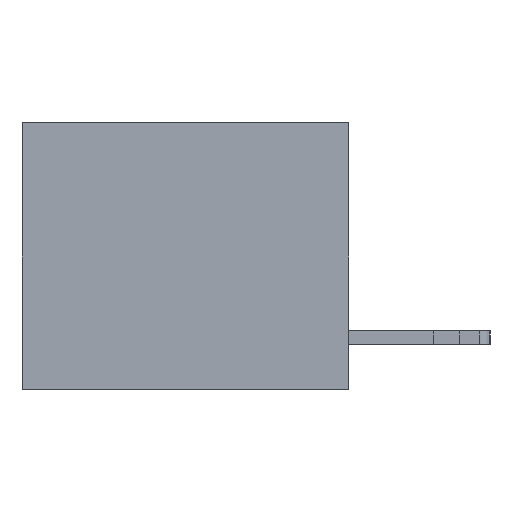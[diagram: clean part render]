
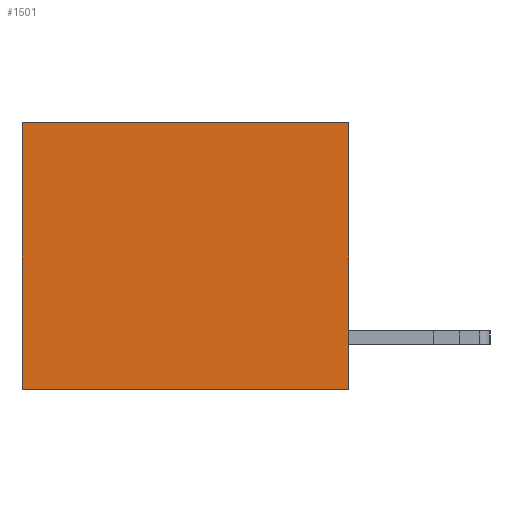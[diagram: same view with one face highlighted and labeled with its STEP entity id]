
A CAD part, left-side view. The second image highlights one B-rep face of the part: STEP entity #1501.
In plain terms, the highlighted planar face has unit normal (-1, 0, 0).
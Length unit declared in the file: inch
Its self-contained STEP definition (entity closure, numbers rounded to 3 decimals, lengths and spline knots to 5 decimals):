
#580 = EDGE_LOOP ( 'NONE', ( #14657, #10294, #6803, #11315 ) ) ;
#1013 = CARTESIAN_POINT ( 'NONE',  ( 0.3165, 0.6, 0. ) ) ;
#1497 = CARTESIAN_POINT ( 'NONE',  ( 0.3165, 0., -0.49 ) ) ;
#1501 = ADVANCED_FACE ( 'NONE', ( #5500 ), #2910, .F. ) ;
#1684 = VECTOR ( 'NONE', #7730, 39.37008 ) ;
#2910 = PLANE ( 'NONE',  #11254 ) ;
#3438 = EDGE_CURVE ( 'NONE', #15673, #15357, #15373, .T. ) ;
#4473 = CARTESIAN_POINT ( 'NONE',  ( 0.3165, 0., -0.49 ) ) ;
#5148 = DIRECTION ( 'NONE',  ( 0., 1., 0. ) ) ;
#5265 = CARTESIAN_POINT ( 'NONE',  ( 0.3165, 0., 0. ) ) ;
#5461 = DIRECTION ( 'NONE',  ( 0., 0., -1. ) ) ;
#5500 = FACE_OUTER_BOUND ( 'NONE', #580, .T. ) ;
#6466 = EDGE_CURVE ( 'NONE', #15673, #11288, #13618, .T. ) ;
#6803 = ORIENTED_EDGE ( 'NONE', *, *, #6466, .F. ) ;
#7008 = DIRECTION ( 'NONE',  ( 0., 0., -1. ) ) ;
#7435 = CARTESIAN_POINT ( 'NONE',  ( 0.3165, 0., 0. ) ) ;
#7730 = DIRECTION ( 'NONE',  ( 0., 1., 0. ) ) ;
#8092 = CARTESIAN_POINT ( 'NONE',  ( 0.3165, 0.6, -0.49 ) ) ;
#8765 = EDGE_CURVE ( 'NONE', #15357, #9997, #10821, .T. ) ;
#9997 = VERTEX_POINT ( 'NONE', #8092 ) ;
#10139 = CARTESIAN_POINT ( 'NONE',  ( 0.3165, 0.6, -0.49 ) ) ;
#10294 = ORIENTED_EDGE ( 'NONE', *, *, #14199, .F. ) ;
#10821 = LINE ( 'NONE', #10139, #15918 ) ;
#11254 = AXIS2_PLACEMENT_3D ( 'NONE', #11639, #12927, #5461 ) ;
#11288 = VERTEX_POINT ( 'NONE', #4473 ) ;
#11315 = ORIENTED_EDGE ( 'NONE', *, *, #3438, .T. ) ;
#11639 = CARTESIAN_POINT ( 'NONE',  ( 0.3165, 0., -0.49 ) ) ;
#11841 = VECTOR ( 'NONE', #5148, 39.37008 ) ;
#12697 = DIRECTION ( 'NONE',  ( 0., 0., -1. ) ) ;
#12927 = DIRECTION ( 'NONE',  ( 1., 0., 0. ) ) ;
#13031 = VECTOR ( 'NONE', #7008, 39.37008 ) ;
#13618 = LINE ( 'NONE', #14575, #13031 ) ;
#14199 = EDGE_CURVE ( 'NONE', #11288, #9997, #14807, .T. ) ;
#14575 = CARTESIAN_POINT ( 'NONE',  ( 0.3165, 0., -0.49 ) ) ;
#14657 = ORIENTED_EDGE ( 'NONE', *, *, #8765, .T. ) ;
#14807 = LINE ( 'NONE', #1497, #11841 ) ;
#15357 = VERTEX_POINT ( 'NONE', #1013 ) ;
#15373 = LINE ( 'NONE', #7435, #1684 ) ;
#15673 = VERTEX_POINT ( 'NONE', #5265 ) ;
#15918 = VECTOR ( 'NONE', #12697, 39.37008 ) ;
